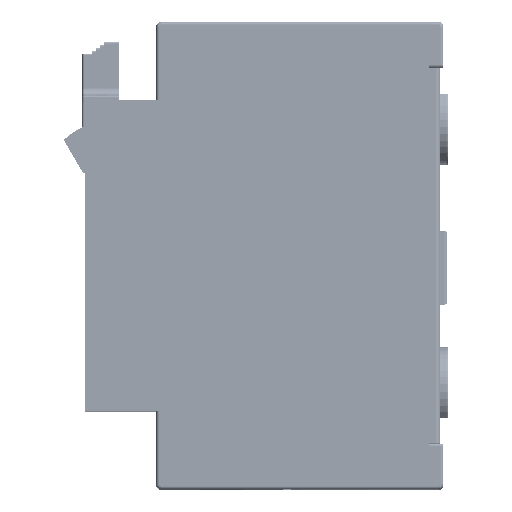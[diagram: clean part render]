
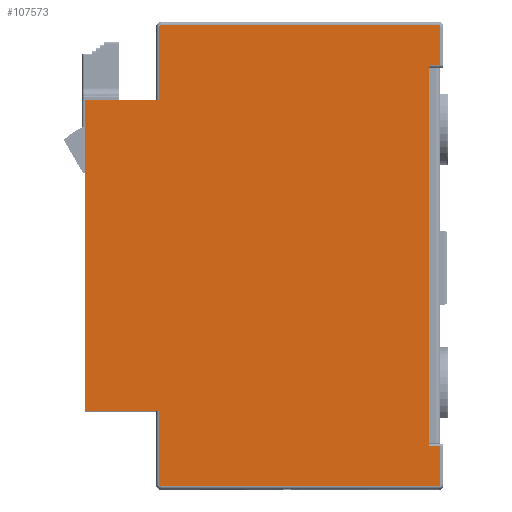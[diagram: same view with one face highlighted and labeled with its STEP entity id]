
A CAD part, top view. The second image highlights one B-rep face of the part: STEP entity #107573.
In plain terms, the highlighted planar face has unit normal (0, 0, 1).
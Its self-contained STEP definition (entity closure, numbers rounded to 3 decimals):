
#4461=FACE_OUTER_BOUND('',#10197,.T.);
#10197=EDGE_LOOP('',(#73437,#73438,#73439,#73440,#73441,#73442,#73443,#73444,
#73445,#73446,#73447,#73448,#73449,#73450,#73451,#73452));
#16003=CIRCLE('',#113699,0.2);
#16004=CIRCLE('',#113700,0.2);
#16005=CIRCLE('',#113701,0.2);
#16006=CIRCLE('',#113702,0.2);
#19488=LINE('',#154921,#30908);
#19960=LINE('',#156546,#31380);
#21301=LINE('',#160703,#32721);
#21405=LINE('',#160955,#32825);
#21406=LINE('',#160959,#32826);
#21407=LINE('',#160961,#32827);
#21408=LINE('',#160965,#32828);
#21409=LINE('',#160968,#32829);
#21410=LINE('',#160969,#32830);
#21411=LINE('',#160973,#32831);
#21412=LINE('',#160977,#32832);
#21413=LINE('',#160978,#32833);
#30908=VECTOR('',#123159,39.2);
#31380=VECTOR('',#124021,7.6);
#32721=VECTOR('',#126448,7.6);
#32825=VECTOR('',#126616,7.5);
#32826=VECTOR('',#126621,1.2);
#32827=VECTOR('',#126622,3.9);
#32828=VECTOR('',#126625,28.5);
#32829=VECTOR('',#126628,7.5);
#32830=VECTOR('',#126629,32.);
#32831=VECTOR('',#126632,28.5);
#32832=VECTOR('',#126635,3.9);
#32833=VECTOR('',#126636,1.2);
#42333=VERTEX_POINT('',#154918);
#42334=VERTEX_POINT('',#154920);
#42811=VERTEX_POINT('',#156543);
#42812=VERTEX_POINT('',#156545);
#44113=VERTEX_POINT('',#160700);
#44114=VERTEX_POINT('',#160702);
#44221=VERTEX_POINT('',#160954);
#44222=VERTEX_POINT('',#160958);
#44223=VERTEX_POINT('',#160960);
#44224=VERTEX_POINT('',#160962);
#44225=VERTEX_POINT('',#160964);
#44226=VERTEX_POINT('',#160966);
#44227=VERTEX_POINT('',#160970);
#44228=VERTEX_POINT('',#160972);
#44229=VERTEX_POINT('',#160974);
#44230=VERTEX_POINT('',#160976);
#53253=EDGE_CURVE('',#42334,#42333,#19488,.T.);
#53839=EDGE_CURVE('',#42812,#42811,#19960,.T.);
#55492=EDGE_CURVE('',#44114,#44113,#21301,.T.);
#55615=EDGE_CURVE('',#44113,#44221,#21405,.T.);
#55617=EDGE_CURVE('',#44222,#42333,#21406,.T.);
#55618=EDGE_CURVE('',#44222,#44223,#21407,.T.);
#55619=EDGE_CURVE('',#44223,#44224,#16003,.T.);
#55620=EDGE_CURVE('',#44224,#44225,#21408,.T.);
#55621=EDGE_CURVE('',#44225,#44226,#16004,.T.);
#55622=EDGE_CURVE('',#44226,#42812,#21409,.T.);
#55623=EDGE_CURVE('',#42811,#44114,#21410,.T.);
#55624=EDGE_CURVE('',#44221,#44227,#16005,.T.);
#55625=EDGE_CURVE('',#44227,#44228,#21411,.T.);
#55626=EDGE_CURVE('',#44228,#44229,#16006,.T.);
#55627=EDGE_CURVE('',#44229,#44230,#21412,.T.);
#55628=EDGE_CURVE('',#42334,#44230,#21413,.T.);
#73437=ORIENTED_EDGE('',*,*,#55617,.F.);
#73438=ORIENTED_EDGE('',*,*,#55618,.T.);
#73439=ORIENTED_EDGE('',*,*,#55619,.T.);
#73440=ORIENTED_EDGE('',*,*,#55620,.T.);
#73441=ORIENTED_EDGE('',*,*,#55621,.T.);
#73442=ORIENTED_EDGE('',*,*,#55622,.T.);
#73443=ORIENTED_EDGE('',*,*,#53839,.T.);
#73444=ORIENTED_EDGE('',*,*,#55623,.T.);
#73445=ORIENTED_EDGE('',*,*,#55492,.T.);
#73446=ORIENTED_EDGE('',*,*,#55615,.T.);
#73447=ORIENTED_EDGE('',*,*,#55624,.T.);
#73448=ORIENTED_EDGE('',*,*,#55625,.T.);
#73449=ORIENTED_EDGE('',*,*,#55626,.T.);
#73450=ORIENTED_EDGE('',*,*,#55627,.T.);
#73451=ORIENTED_EDGE('',*,*,#55628,.F.);
#73452=ORIENTED_EDGE('',*,*,#53253,.T.);
#103524=PLANE('',#113698);
#107573=ADVANCED_FACE('',(#4461),#103524,.T.);
#113698=AXIS2_PLACEMENT_3D('',#160957,#126619,#126620);
#113699=AXIS2_PLACEMENT_3D('',#160963,#126623,#126624);
#113700=AXIS2_PLACEMENT_3D('',#160967,#126626,#126627);
#113701=AXIS2_PLACEMENT_3D('',#160971,#126630,#126631);
#113702=AXIS2_PLACEMENT_3D('',#160975,#126633,#126634);
#123159=DIRECTION('',(0.,1.,0.));
#124021=DIRECTION('',(-1.,0.,0.));
#126448=DIRECTION('',(1.,0.,0.));
#126616=DIRECTION('',(0.,-1.,0.));
#126619=DIRECTION('center_axis',(0.,0.,1.));
#126620=DIRECTION('ref_axis',(1.,0.,0.));
#126621=DIRECTION('',(-1.,0.,0.));
#126622=DIRECTION('',(0.,1.,0.));
#126623=DIRECTION('center_axis',(0.,0.,1.));
#126624=DIRECTION('ref_axis',(1.,0.,0.));
#126625=DIRECTION('',(-1.,0.,0.));
#126626=DIRECTION('center_axis',(0.,0.,1.));
#126627=DIRECTION('ref_axis',(0.,1.,0.));
#126628=DIRECTION('',(0.,-1.,0.));
#126629=DIRECTION('',(0.,-1.,0.));
#126630=DIRECTION('center_axis',(0.,0.,1.));
#126631=DIRECTION('ref_axis',(-1.,0.,0.));
#126632=DIRECTION('',(1.,0.,0.));
#126633=DIRECTION('center_axis',(0.,0.,1.));
#126634=DIRECTION('ref_axis',(0.,-1.,0.));
#126635=DIRECTION('',(0.,1.,0.));
#126636=DIRECTION('',(1.,0.,0.));
#154918=CARTESIAN_POINT('',(29.8,19.6,22.25));
#154920=CARTESIAN_POINT('',(29.8,-19.6,22.25));
#154921=CARTESIAN_POINT('',(29.8,-19.6,22.25));
#156543=CARTESIAN_POINT('',(-5.5,16.,22.25));
#156545=CARTESIAN_POINT('',(2.1,16.,22.25));
#156546=CARTESIAN_POINT('',(2.1,16.,22.25));
#160700=CARTESIAN_POINT('',(2.1,-16.,22.25));
#160702=CARTESIAN_POINT('',(-5.5,-16.,22.25));
#160703=CARTESIAN_POINT('',(-5.5,-16.,22.25));
#160954=CARTESIAN_POINT('',(2.1,-23.5,22.25));
#160955=CARTESIAN_POINT('',(2.1,-16.,22.25));
#160957=CARTESIAN_POINT('Origin',(0.,0.,22.25));
#160958=CARTESIAN_POINT('',(31.,19.6,22.25));
#160959=CARTESIAN_POINT('',(31.,19.6,22.25));
#160960=CARTESIAN_POINT('',(31.,23.5,22.25));
#160961=CARTESIAN_POINT('',(31.,19.6,22.25));
#160962=CARTESIAN_POINT('',(30.8,23.7,22.25));
#160963=CARTESIAN_POINT('Origin',(30.8,23.5,22.25));
#160964=CARTESIAN_POINT('',(2.3,23.7,22.25));
#160965=CARTESIAN_POINT('',(30.8,23.7,22.25));
#160966=CARTESIAN_POINT('',(2.1,23.5,22.25));
#160967=CARTESIAN_POINT('Origin',(2.3,23.5,22.25));
#160968=CARTESIAN_POINT('',(2.1,23.5,22.25));
#160969=CARTESIAN_POINT('',(-5.5,16.,22.25));
#160970=CARTESIAN_POINT('',(2.3,-23.7,22.25));
#160971=CARTESIAN_POINT('Origin',(2.3,-23.5,22.25));
#160972=CARTESIAN_POINT('',(30.8,-23.7,22.25));
#160973=CARTESIAN_POINT('',(2.3,-23.7,22.25));
#160974=CARTESIAN_POINT('',(31.,-23.5,22.25));
#160975=CARTESIAN_POINT('Origin',(30.8,-23.5,22.25));
#160976=CARTESIAN_POINT('',(31.,-19.6,22.25));
#160977=CARTESIAN_POINT('',(31.,-23.5,22.25));
#160978=CARTESIAN_POINT('',(29.8,-19.6,22.25));
